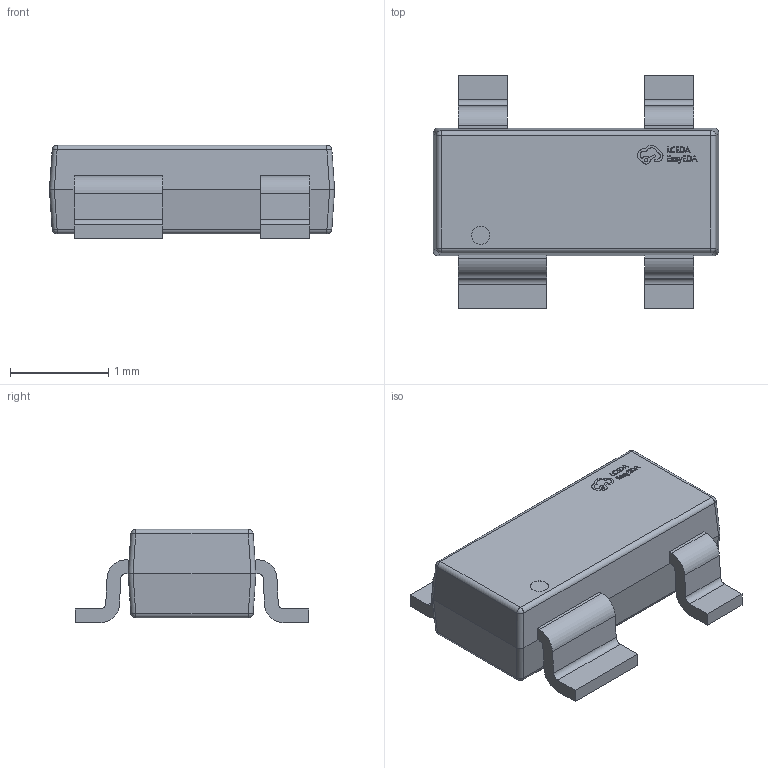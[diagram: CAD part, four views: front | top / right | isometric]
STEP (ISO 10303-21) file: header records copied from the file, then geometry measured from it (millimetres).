
FILE_DESCRIPTION (( 'STEP AP214' ), '1' );
FILE_NAME ('SOT-143-4_L2.9-W1.3-P1.90-LS2.4-BL-1.step', '2022-07-26T10:57:48', ( '' ), ( '' ), 'SwSTEP 2.0', 'SolidWorks 2020', '' );
FILE_SCHEMA (( 'AUTOMOTIVE_DESIGN' ));
Length unit declared in the file: millimetre
Products named in the file (1): SOT-143-4_L2.9-W1.3-P1.90-LS2.4-BL-1
Bounding box: 2.9 x 2.38 x 0.95 mm (x, y, z)
Volume: 3.6 mm3; surface area: 19.6 mm2
Topology: 14 solids, 14 shells, 379 faces, 989 edges, 646 vertices
Faces by surface type: plane 225, bspline 112, cylinder 34, sphere 8
Entity records: 17039 total; most frequent: CARTESIAN_POINT 4131, ORIENTED_EDGE 1978, DIRECTION 1353, EDGE_CURVE 989, VECTOR 697, LINE 697, VERTEX_POINT 646, EDGE_LOOP 399
